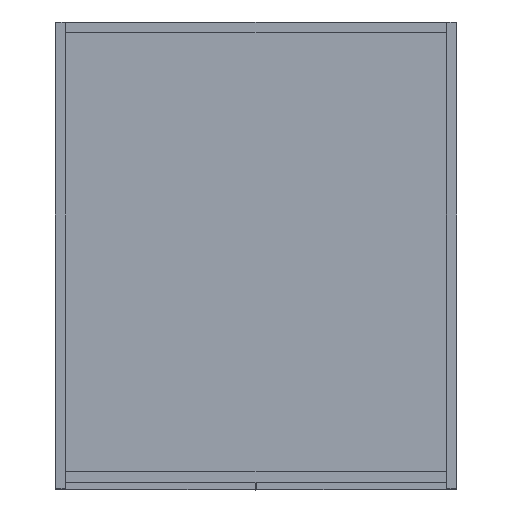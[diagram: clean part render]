
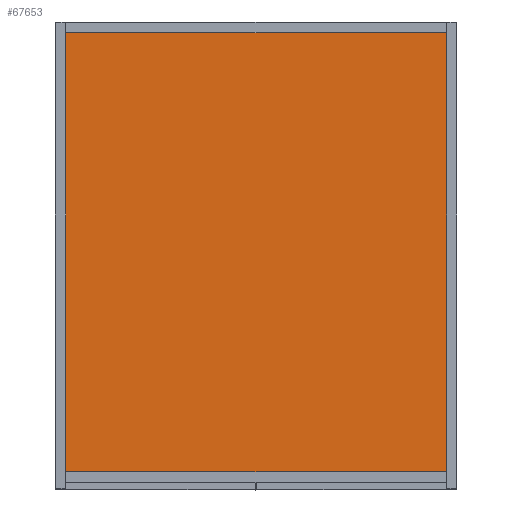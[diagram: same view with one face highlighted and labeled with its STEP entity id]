
A CAD part, top view. The second image highlights one B-rep face of the part: STEP entity #67653.
In plain terms, the highlighted planar face has unit normal (0, 0, 1).
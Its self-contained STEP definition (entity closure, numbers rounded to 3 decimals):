
#2048 = DIRECTION ( 'NONE',  ( 1., 0., 0. ) ) ;
#5003 = CARTESIAN_POINT ( 'NONE',  ( 285., -324., 64.5 ) ) ;
#5513 = LINE ( 'NONE', #57345, #88250 ) ;
#8821 = CARTESIAN_POINT ( 'NONE',  ( -301.002, 334., 64.5 ) ) ;
#12855 = ORIENTED_EDGE ( 'NONE', *, *, #112717, .F. ) ;
#14264 = EDGE_CURVE ( 'NONE', #55355, #108973, #80128, .T. ) ;
#16795 = FACE_OUTER_BOUND ( 'NONE', #21678, .T. ) ;
#17315 = CARTESIAN_POINT ( 'NONE',  ( -285., 334., 64.5 ) ) ;
#21392 = ORIENTED_EDGE ( 'NONE', *, *, #14264, .T. ) ;
#21678 = EDGE_LOOP ( 'NONE', ( #107626, #21392, #87266, #12855 ) ) ;
#22521 = LINE ( 'NONE', #40195, #109701 ) ;
#25893 = DIRECTION ( 'NONE',  ( 1., 0., 0. ) ) ;
#26755 = CARTESIAN_POINT ( 'NONE',  ( -285., 334., 64.5 ) ) ;
#26958 = LINE ( 'NONE', #17315, #49207 ) ;
#28583 = CARTESIAN_POINT ( 'NONE',  ( -285., -324., 64.5 ) ) ;
#31307 = VERTEX_POINT ( 'NONE', #26755 ) ;
#39196 = VECTOR ( 'NONE', #2048, 1000. ) ;
#40195 = CARTESIAN_POINT ( 'NONE',  ( 285., 334., 64.5 ) ) ;
#40241 = DIRECTION ( 'NONE',  ( 1., 0., 0. ) ) ;
#45803 = VERTEX_POINT ( 'NONE', #70020 ) ;
#49207 = VECTOR ( 'NONE', #51505, 1000. ) ;
#51505 = DIRECTION ( 'NONE',  ( 0., 1., 0. ) ) ;
#51555 = PLANE ( 'NONE',  #80264 ) ;
#52787 = CARTESIAN_POINT ( 'NONE',  ( -301.002, -324., 64.5 ) ) ;
#55355 = VERTEX_POINT ( 'NONE', #28583 ) ;
#57345 = CARTESIAN_POINT ( 'NONE',  ( -301.002, 334., 64.5 ) ) ;
#67508 = DIRECTION ( 'NONE',  ( 0., 0., 1. ) ) ;
#67653 = ADVANCED_FACE ( 'NONE', ( #16795 ), #51555, .T. ) ;
#70020 = CARTESIAN_POINT ( 'NONE',  ( 285., 334., 64.5 ) ) ;
#74935 = DIRECTION ( 'NONE',  ( 0., 1., 0. ) ) ;
#80128 = LINE ( 'NONE', #52787, #39196 ) ;
#80264 = AXIS2_PLACEMENT_3D ( 'NONE', #8821, #67508, #25893 ) ;
#87266 = ORIENTED_EDGE ( 'NONE', *, *, #100165, .T. ) ;
#88250 = VECTOR ( 'NONE', #40241, 1000. ) ;
#96999 = EDGE_CURVE ( 'NONE', #55355, #31307, #26958, .T. ) ;
#100165 = EDGE_CURVE ( 'NONE', #108973, #45803, #22521, .T. ) ;
#107626 = ORIENTED_EDGE ( 'NONE', *, *, #96999, .F. ) ;
#108973 = VERTEX_POINT ( 'NONE', #5003 ) ;
#109701 = VECTOR ( 'NONE', #74935, 1000. ) ;
#112717 = EDGE_CURVE ( 'NONE', #31307, #45803, #5513, .T. ) ;
